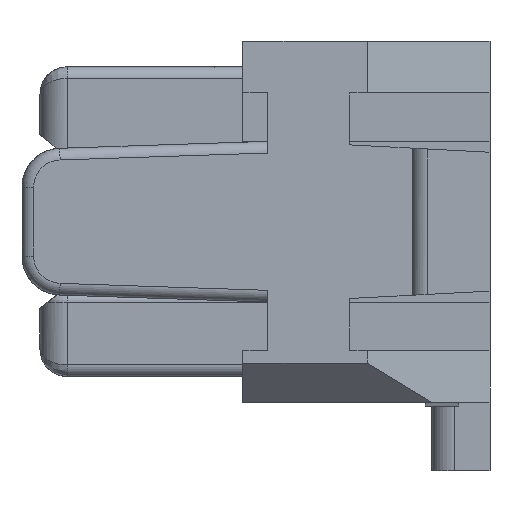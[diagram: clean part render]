
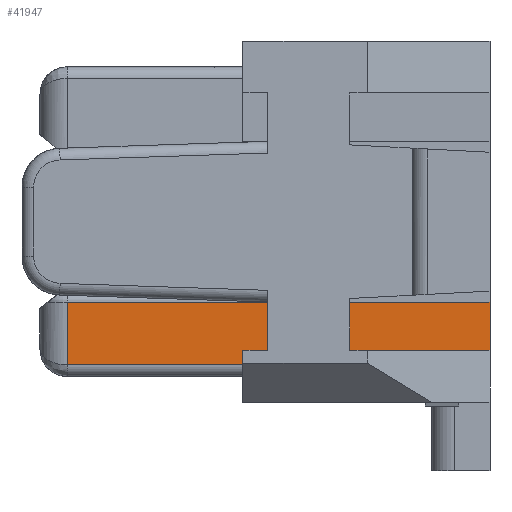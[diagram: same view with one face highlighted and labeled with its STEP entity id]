
A CAD part, front view. The second image highlights one B-rep face of the part: STEP entity #41947.
In plain terms, the highlighted planar face has unit normal (0, -1, 0).
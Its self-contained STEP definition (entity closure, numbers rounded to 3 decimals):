
#1990 = LINE ( 'NONE', #40899, #21073 ) ;
#2606 = CARTESIAN_POINT ( 'NONE',  ( 5.77, -13.15, -1.65 ) ) ;
#4439 = EDGE_CURVE ( 'NONE', #10733, #32021, #27305, .T. ) ;
#4515 = DIRECTION ( 'NONE',  ( 1., 0., 0. ) ) ;
#5141 = VECTOR ( 'NONE', #4515, 1000. ) ;
#5850 = EDGE_CURVE ( 'NONE', #20762, #18510, #26955, .T. ) ;
#6108 = CARTESIAN_POINT ( 'NONE',  ( 0.35, -13.15, -1.03 ) ) ;
#7163 = VECTOR ( 'NONE', #14048, 1000. ) ;
#7425 = ORIENTED_EDGE ( 'NONE', *, *, #38992, .T. ) ;
#7623 = EDGE_CURVE ( 'NONE', #20762, #46565, #1990, .T. ) ;
#8062 = CARTESIAN_POINT ( 'NONE',  ( 0.35, -13.15, -1.03 ) ) ;
#8202 = DIRECTION ( 'NONE',  ( 0., 1., 0. ) ) ;
#8668 = VERTEX_POINT ( 'NONE', #27530 ) ;
#9932 = EDGE_CURVE ( 'NONE', #46565, #8668, #56461, .T. ) ;
#10733 = VERTEX_POINT ( 'NONE', #32495 ) ;
#11411 = CARTESIAN_POINT ( 'NONE',  ( 2.6, -13.15, -1.03 ) ) ;
#12713 = CARTESIAN_POINT ( 'NONE',  ( 5.77, -13.15, -1.03 ) ) ;
#12842 = AXIS2_PLACEMENT_3D ( 'NONE', #48334, #8202, #53482 ) ;
#14048 = DIRECTION ( 'NONE',  ( 0., 0., 1. ) ) ;
#15797 = ORIENTED_EDGE ( 'NONE', *, *, #4439, .T. ) ;
#17161 = EDGE_LOOP ( 'NONE', ( #44053, #45705, #15797, #7425, #50489, #42039, #18217 ) ) ;
#17849 = DIRECTION ( 'NONE',  ( 1., 0., 0. ) ) ;
#18217 = ORIENTED_EDGE ( 'NONE', *, *, #7623, .F. ) ;
#18510 = VERTEX_POINT ( 'NONE', #49950 ) ;
#19126 = DIRECTION ( 'NONE',  ( 0., 0., -1. ) ) ;
#19974 = EDGE_CURVE ( 'NONE', #18510, #10733, #43854, .T. ) ;
#20762 = VERTEX_POINT ( 'NONE', #8062 ) ;
#21073 = VECTOR ( 'NONE', #17849, 1000. ) ;
#21432 = VERTEX_POINT ( 'NONE', #2606 ) ;
#23390 = FACE_OUTER_BOUND ( 'NONE', #17161, .T. ) ;
#23491 = VECTOR ( 'NONE', #29996, 1000. ) ;
#26955 = LINE ( 'NONE', #6108, #48003 ) ;
#27305 = LINE ( 'NONE', #56176, #7163 ) ;
#27530 = CARTESIAN_POINT ( 'NONE',  ( 5.77, -13.15, -1.03 ) ) ;
#27543 = CARTESIAN_POINT ( 'NONE',  ( 2.6, -13.15, -1.65 ) ) ;
#28024 = CARTESIAN_POINT ( 'NONE',  ( 0.35, -13.15, -1.835 ) ) ;
#29192 = LINE ( 'NONE', #41476, #48591 ) ;
#29996 = DIRECTION ( 'NONE',  ( 0., 0., -1. ) ) ;
#32021 = VERTEX_POINT ( 'NONE', #27543 ) ;
#32495 = CARTESIAN_POINT ( 'NONE',  ( 2.6, -13.15, -1.835 ) ) ;
#32825 = PLANE ( 'NONE',  #12842 ) ;
#37882 = VECTOR ( 'NONE', #49483, 1000. ) ;
#38992 = EDGE_CURVE ( 'NONE', #32021, #21432, #29192, .T. ) ;
#40899 = CARTESIAN_POINT ( 'NONE',  ( 0.35, -13.15, -1.03 ) ) ;
#40932 = EDGE_CURVE ( 'NONE', #8668, #21432, #44213, .T. ) ;
#41476 = CARTESIAN_POINT ( 'NONE',  ( 2.6, -13.15, -1.65 ) ) ;
#41947 = ADVANCED_FACE ( 'NONE', ( #23390 ), #32825, .F. ) ;
#42039 = ORIENTED_EDGE ( 'NONE', *, *, #9932, .F. ) ;
#43854 = LINE ( 'NONE', #28024, #5141 ) ;
#44053 = ORIENTED_EDGE ( 'NONE', *, *, #5850, .T. ) ;
#44213 = LINE ( 'NONE', #12713, #23491 ) ;
#45446 = CARTESIAN_POINT ( 'NONE',  ( 2.6, -13.15, -1.03 ) ) ;
#45705 = ORIENTED_EDGE ( 'NONE', *, *, #19974, .T. ) ;
#46565 = VERTEX_POINT ( 'NONE', #11411 ) ;
#48003 = VECTOR ( 'NONE', #19126, 1000. ) ;
#48334 = CARTESIAN_POINT ( 'NONE',  ( 0., -13.15, 0. ) ) ;
#48591 = VECTOR ( 'NONE', #53968, 1000. ) ;
#49483 = DIRECTION ( 'NONE',  ( 1., 0., 0. ) ) ;
#49950 = CARTESIAN_POINT ( 'NONE',  ( 0.35, -13.15, -1.835 ) ) ;
#50489 = ORIENTED_EDGE ( 'NONE', *, *, #40932, .F. ) ;
#53482 = DIRECTION ( 'NONE',  ( 1., 0., 0. ) ) ;
#53968 = DIRECTION ( 'NONE',  ( 1., 0., 0. ) ) ;
#56176 = CARTESIAN_POINT ( 'NONE',  ( 2.6, -13.15, -1.835 ) ) ;
#56461 = LINE ( 'NONE', #45446, #37882 ) ;
